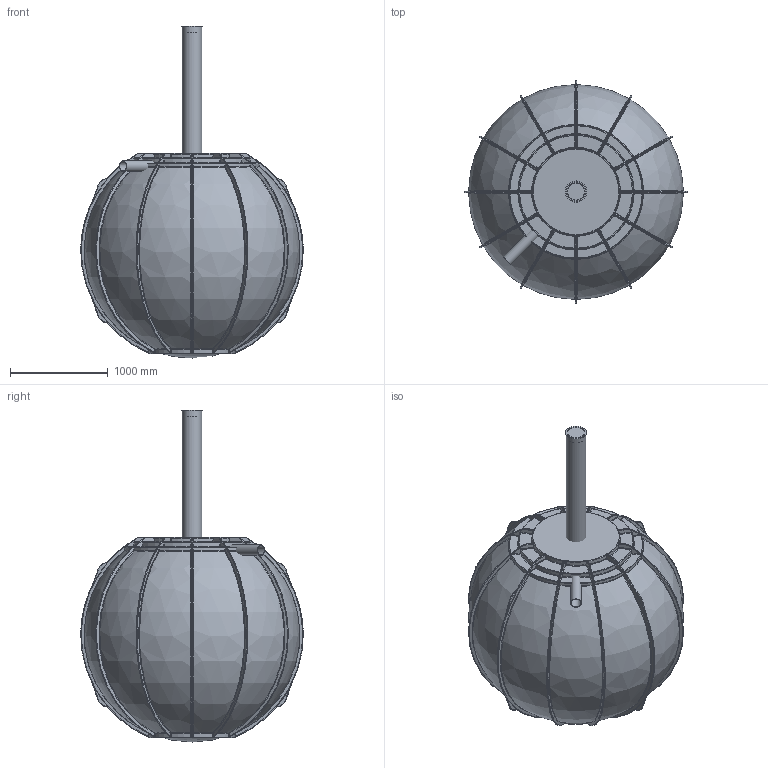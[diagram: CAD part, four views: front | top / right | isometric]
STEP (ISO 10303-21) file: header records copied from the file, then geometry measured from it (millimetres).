
FILE_DESCRIPTION(/* description */ ('Unknown'),/* implementation_level */ '2;1');
FILE_NAME(/* name */ 'Mahuti 5m3',/* time_stamp */ '2023-04-13T14:14:19+03:00',/* author */ ('Unknown'),/* organization */ ('Unknown'),/* preprocessor_version */ 'ST-DEVELOPER v18.1',/* originating_system */ 'Solid Edge',/* authorisation */ 'Unknown');
FILE_SCHEMA (('FEATURE_BASED_PROCESS_PLANNING','TECHNICAL_DATA_PACKAGING','AUTOMOTIVE_DESIGN {1 0 10303 214 3 1 1}'));
Length unit declared in the file: millimetre
Products named in the file (5): Mahuti 5m3 Pallis; 2759.000 Pall 2200_5_copy kasutamiseks; kaas200; RoundTubing 200x7.7_oa_0; RoundTubing 110x6.6_oa_1
Assembly tree (4 placements, depth 2):
  Mahuti 5m3 Pallis
    2759.000 Pall 2200_5_copy kasutamiseks
    kaas200
    RoundTubing 200x7.7_oa_0
    RoundTubing 110x6.6_oa_1
Bounding box: 2280 x 2280 x 3400 mm (x, y, z)
Volume: 213491119.9 mm3; surface area: 35170900.2 mm2
Topology: 4 solids, 5 shells, 717 faces, 1861 edges, 1049 vertices
Faces by surface type: bspline 268, torus 131, cylinder 94, sphere 87, cone 72, plane 65
Full cylindrical faces by diameter (mm): 96.8 x1, 110 x1, 174 x1, 184 x1, 184.6 x1, 200 x1, 220 x1, 876 x1, 1156 x1, 1356 x1
Entity records: 27865 total; most frequent: CARTESIAN_POINT 13235, ORIENTED_EDGE 3494, DIRECTION 2514, EDGE_CURVE 1747, AXIS2_PLACEMENT_3D 1209, VERTEX_POINT 1039, B_SPLINE_CURVE_WITH_KNOTS 896, CIRCLE 747
